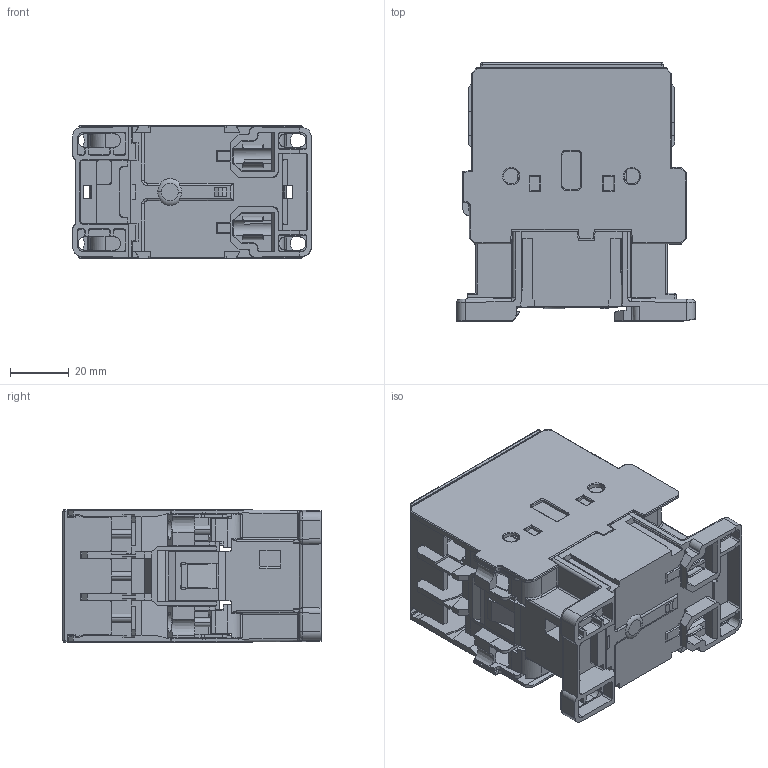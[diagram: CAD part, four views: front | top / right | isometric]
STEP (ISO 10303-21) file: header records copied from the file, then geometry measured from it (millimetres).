
FILE_DESCRIPTION((''),'2;1');
FILE_NAME('CWM25','2017-02-01T',('aljaz.cop'),('Audax d.o.o.'),'CREO PARAMETRIC BY PTC INC, 2015380','CREO PARAMETRIC BY PTC INC, 2015380','');
FILE_SCHEMA(('CONFIG_CONTROL_DESIGN'));
Products named in the file (1): CWM25
Bounding box: 81 x 87.7 x 45 mm (x, y, z)
Volume: 11173.3 mm3; surface area: 77658.3 mm2
Topology: 11 solids, 19 shells, 2626 faces, 7437 edges, 4804 vertices
Faces by surface type: plane 1702, cylinder 529, extrusion 120, cone 116, bspline 80, torus 62, sphere 17
Entity records: 93975 total; most frequent: CARTESIAN_POINT 28403, ORIENTED_EDGE 14762, DIRECTION 11818, EDGE_CURVE 7437, VECTOR 5164, LINE 5044, VERTEX_POINT 4804, AXIS2_PLACEMENT_3D 3327
